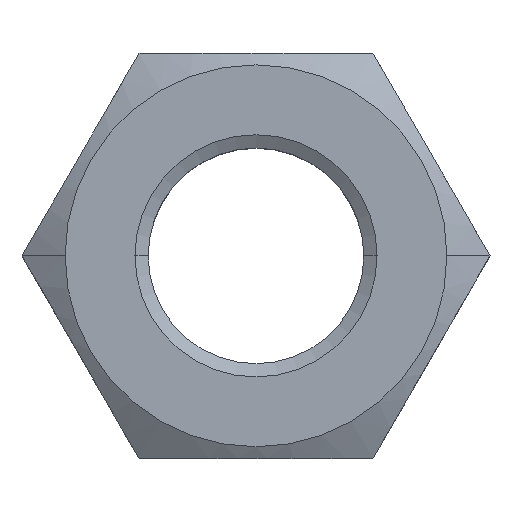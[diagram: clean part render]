
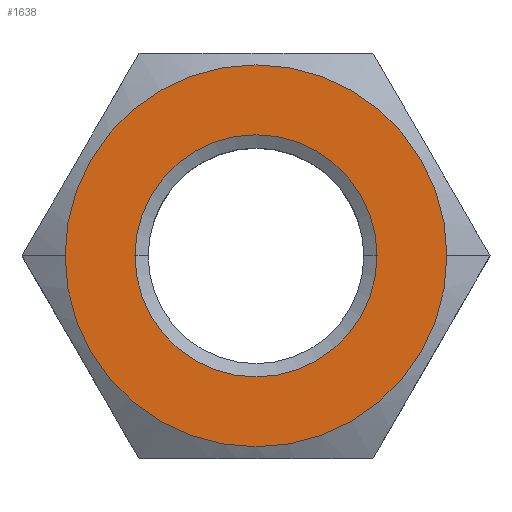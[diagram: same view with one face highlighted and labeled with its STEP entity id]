
A CAD part, top view. The second image highlights one B-rep face of the part: STEP entity #1638.
In plain terms, the highlighted planar face has unit normal (0, 0, 1).
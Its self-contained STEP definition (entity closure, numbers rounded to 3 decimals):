
#78 = DIRECTION ( 'NONE',  ( 0., 0., -1. ) ) ;
#169 = CARTESIAN_POINT ( 'NONE',  ( 0., 0., 0. ) ) ;
#172 = VERTEX_POINT ( 'NONE', #802 ) ;
#264 = CIRCLE ( 'NONE', #476, 6.125 ) ;
#300 = DIRECTION ( 'NONE',  ( 0., 0., -1. ) ) ;
#315 = DIRECTION ( 'NONE',  ( -1., 0., 0. ) ) ;
#338 = DIRECTION ( 'NONE',  ( 0., 0., -1. ) ) ;
#437 = EDGE_CURVE ( 'NONE', #1297, #1173, #1920, .T. ) ;
#476 = AXIS2_PLACEMENT_3D ( 'NONE', #169, #1220, #315 ) ;
#478 = DIRECTION ( 'NONE',  ( 1., 0., 0. ) ) ;
#505 = CARTESIAN_POINT ( 'NONE',  ( -3.884, 0., 0. ) ) ;
#555 = EDGE_CURVE ( 'NONE', #172, #781, #1155, .T. ) ;
#781 = VERTEX_POINT ( 'NONE', #798 ) ;
#798 = CARTESIAN_POINT ( 'NONE',  ( 6.125, 0., 0. ) ) ;
#802 = CARTESIAN_POINT ( 'NONE',  ( -6.125, 0., 0. ) ) ;
#852 = ORIENTED_EDGE ( 'NONE', *, *, #1932, .T. ) ;
#924 = PLANE ( 'NONE',  #1295 ) ;
#978 = CARTESIAN_POINT ( 'NONE',  ( 0., 0., 0. ) ) ;
#1055 = AXIS2_PLACEMENT_3D ( 'NONE', #1206, #300, #1364 ) ;
#1067 = CARTESIAN_POINT ( 'NONE',  ( 3.753, -6.5, 0. ) ) ;
#1120 = DIRECTION ( 'NONE',  ( 1., 0., 0. ) ) ;
#1149 = AXIS2_PLACEMENT_3D ( 'NONE', #1241, #338, #1396 ) ;
#1155 = CIRCLE ( 'NONE', #1055, 6.125 ) ;
#1173 = VERTEX_POINT ( 'NONE', #1401 ) ;
#1206 = CARTESIAN_POINT ( 'NONE',  ( 0., 0., 0. ) ) ;
#1220 = DIRECTION ( 'NONE',  ( 0., 0., -1. ) ) ;
#1241 = CARTESIAN_POINT ( 'NONE',  ( 0., 0., 0. ) ) ;
#1295 = AXIS2_PLACEMENT_3D ( 'NONE', #1067, #1376, #478 ) ;
#1297 = VERTEX_POINT ( 'NONE', #505 ) ;
#1364 = DIRECTION ( 'NONE',  ( -1., 0., 0. ) ) ;
#1375 = EDGE_LOOP ( 'NONE', ( #852, #1889 ) ) ;
#1376 = DIRECTION ( 'NONE',  ( 0., 0., 1. ) ) ;
#1396 = DIRECTION ( 'NONE',  ( 1., 0., 0. ) ) ;
#1401 = CARTESIAN_POINT ( 'NONE',  ( 3.884, 0., 0. ) ) ;
#1429 = FACE_OUTER_BOUND ( 'NONE', #1482, .T. ) ;
#1453 = ORIENTED_EDGE ( 'NONE', *, *, #1637, .F. ) ;
#1475 = CIRCLE ( 'NONE', #1149, 3.884 ) ;
#1482 = EDGE_LOOP ( 'NONE', ( #1879, #1453 ) ) ;
#1621 = AXIS2_PLACEMENT_3D ( 'NONE', #978, #78, #1120 ) ;
#1637 = EDGE_CURVE ( 'NONE', #781, #172, #264, .T. ) ;
#1638 = ADVANCED_FACE ( 'NONE', ( #1813, #1429 ), #924, .T. ) ;
#1813 = FACE_BOUND ( 'NONE', #1375, .T. ) ;
#1879 = ORIENTED_EDGE ( 'NONE', *, *, #555, .F. ) ;
#1889 = ORIENTED_EDGE ( 'NONE', *, *, #437, .T. ) ;
#1920 = CIRCLE ( 'NONE', #1621, 3.884 ) ;
#1932 = EDGE_CURVE ( 'NONE', #1173, #1297, #1475, .T. ) ;
